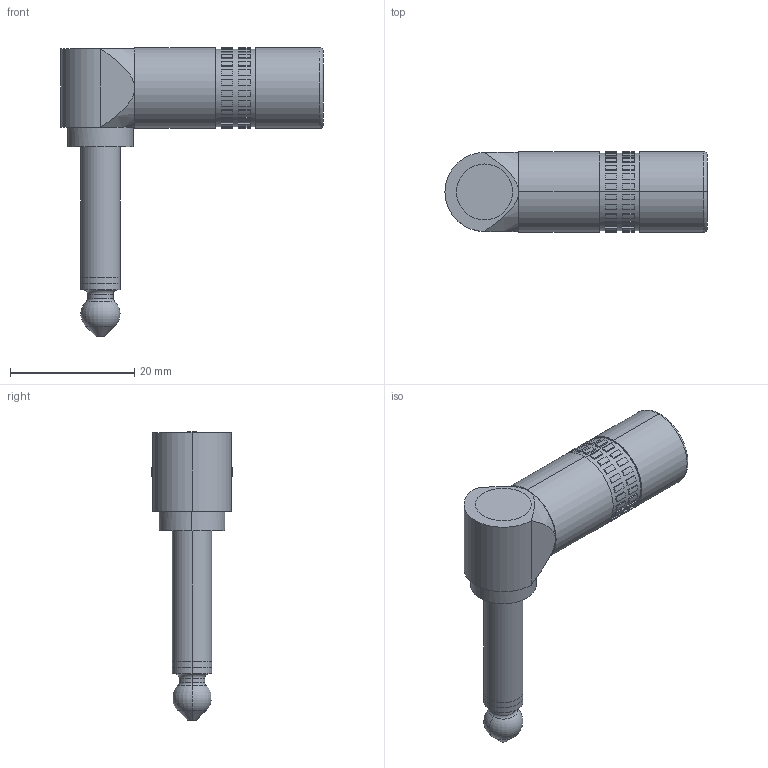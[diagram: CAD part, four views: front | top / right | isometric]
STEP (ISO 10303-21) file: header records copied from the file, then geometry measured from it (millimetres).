
FILE_DESCRIPTION (( 'STEP AP203' ), '1' );
FILE_NAME ('CON-TS14-RA.STEP', '2013-09-13T15:28:16', ( 'x' ), ( '' ), 'SwSTEP 2.0', 'SolidWorks 2012', '' );
FILE_SCHEMA (( 'CONFIG_CONTROL_DESIGN' ));
Length unit declared in the file: millimetre
Products named in the file (10): CON-TS14-RA; COVER FOR -25 TS___; INSULATION TUBE___; PIN___; 6.35 2PLS PLUG COMPOSED FOR R.A___; COVER WITH SR___; R.A MALE SHELL___; DIELECTRICAL___; STRAIN RELIEF FOR -25 TS___
Assembly tree (9 placements, depth 3):
  CON-TS14-RA
    R.A MALE SHELL___
    COVER WITH SR___
    6.35 2PLS PLUG COMPOSED FOR R.A___
      6.35 2PLS PLUG COMPOSED FOR R.A___
      STRAIN RELIEF FOR -25 TS___
      DIELECTRICAL___
      PIN___
    INSULATION TUBE___
    COVER FOR -25 TS___
Bounding box: 42.15 x 13 x 46.45 mm (x, y, z)
Volume: 4262.1 mm3; surface area: 9663.3 mm2
Topology: 11 solids, 11 shells, 489 faces, 1182 edges, 767 vertices
Faces by surface type: plane 290, cylinder 161, cone 16, torus 12, bspline 10
Entity records: 17815 total; most frequent: CARTESIAN_POINT 5267, DIRECTION 2447, ORIENTED_EDGE 2360, EDGE_CURVE 1180, AXIS2_PLACEMENT_3D 900, VERTEX_POINT 767, LINE 647, VECTOR 647
